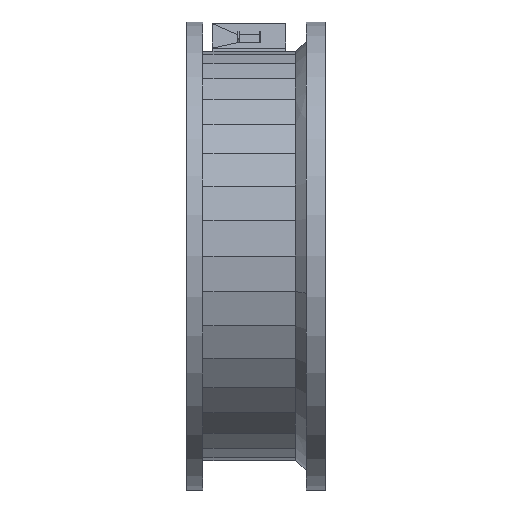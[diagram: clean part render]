
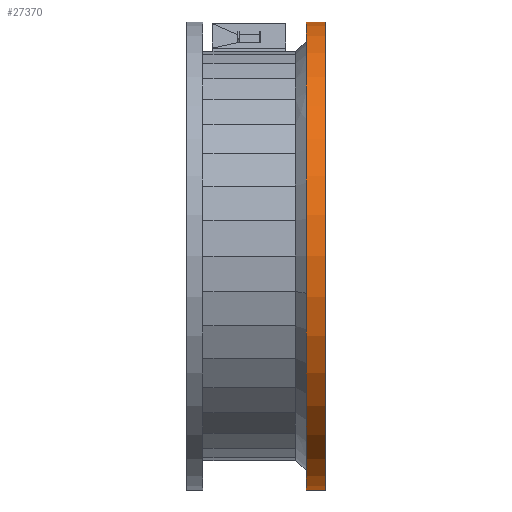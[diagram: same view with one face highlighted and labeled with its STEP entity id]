
A CAD part, left-side view. The second image highlights one B-rep face of the part: STEP entity #27370.
In plain terms, the highlighted cylindrical face has radius 2184.4 mm (diameter 4368.8 mm), a partial arc.
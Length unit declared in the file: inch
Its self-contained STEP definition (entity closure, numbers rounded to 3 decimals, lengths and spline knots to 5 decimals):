
#341 = AXIS2_PLACEMENT_3D ( 'NONE', #43588, #38221, #32845 ) ;
#1688 = ORIENTED_EDGE ( 'NONE', *, *, #14227, .T. ) ;
#2844 = VERTEX_POINT ( 'NONE', #48525 ) ;
#3590 = FACE_OUTER_BOUND ( 'NONE', #4202, .T. ) ;
#4202 = EDGE_LOOP ( 'NONE', ( #44809, #29879, #1688, #15785 ) ) ;
#7166 = DIRECTION ( 'NONE',  ( 0., 0., -1. ) ) ;
#7681 = AXIS2_PLACEMENT_3D ( 'NONE', #49162, #43762, #38392 ) ;
#9040 = CYLINDRICAL_SURFACE ( 'NONE', #7681, 86.00001 ) ;
#9092 = EDGE_CURVE ( 'NONE', #2844, #27443, #48733, .T. ) ;
#11708 = CARTESIAN_POINT ( 'NONE',  ( 0.00001, 0., 86.00001 ) ) ;
#12599 = DIRECTION ( 'NONE',  ( 0., -1., 0. ) ) ;
#14227 = EDGE_CURVE ( 'NONE', #39917, #21244, #32208, .T. ) ;
#15785 = ORIENTED_EDGE ( 'NONE', *, *, #18573, .F. ) ;
#18573 = EDGE_CURVE ( 'NONE', #27443, #21244, #31531, .T. ) ;
#21244 = VERTEX_POINT ( 'NONE', #46711 ) ;
#21424 = DIRECTION ( 'NONE',  ( 0., -1., 0. ) ) ;
#23377 = CARTESIAN_POINT ( 'NONE',  ( 0.00001, 7., 0. ) ) ;
#26808 = CARTESIAN_POINT ( 'NONE',  ( 0.00001, 0., -86.00001 ) ) ;
#27370 = ADVANCED_FACE ( 'NONE', ( #3590 ), #9040, .T. ) ;
#27443 = VERTEX_POINT ( 'NONE', #11708 ) ;
#27948 = EDGE_CURVE ( 'NONE', #2844, #39917, #47850, .T. ) ;
#29879 = ORIENTED_EDGE ( 'NONE', *, *, #27948, .T. ) ;
#31531 = CIRCLE ( 'NONE', #341, 86.00001 ) ;
#32208 = LINE ( 'NONE', #26808, #50440 ) ;
#32596 = DIRECTION ( 'NONE',  ( 0., -1., 0. ) ) ;
#32845 = DIRECTION ( 'NONE',  ( 0., 0., -1. ) ) ;
#36996 = VECTOR ( 'NONE', #32596, 39.37008 ) ;
#37983 = CARTESIAN_POINT ( 'NONE',  ( 0.00001, 0., 86.00001 ) ) ;
#38221 = DIRECTION ( 'NONE',  ( 0., -1., 0. ) ) ;
#38392 = DIRECTION ( 'NONE',  ( 0., 0., -1. ) ) ;
#39671 = CARTESIAN_POINT ( 'NONE',  ( 0.00001, 7., -86.00001 ) ) ;
#39917 = VERTEX_POINT ( 'NONE', #39671 ) ;
#43588 = CARTESIAN_POINT ( 'NONE',  ( 0.00001, 0., 0. ) ) ;
#43762 = DIRECTION ( 'NONE',  ( 0., -1., 0. ) ) ;
#44062 = AXIS2_PLACEMENT_3D ( 'NONE', #23377, #12599, #7166 ) ;
#44809 = ORIENTED_EDGE ( 'NONE', *, *, #9092, .F. ) ;
#46711 = CARTESIAN_POINT ( 'NONE',  ( 0.00001, 0., -86.00001 ) ) ;
#47850 = CIRCLE ( 'NONE', #44062, 86.00001 ) ;
#48525 = CARTESIAN_POINT ( 'NONE',  ( 0.00001, 7., 86.00001 ) ) ;
#48733 = LINE ( 'NONE', #37983, #36996 ) ;
#49162 = CARTESIAN_POINT ( 'NONE',  ( 0.00001, 0., 0. ) ) ;
#50440 = VECTOR ( 'NONE', #21424, 39.37008 ) ;
